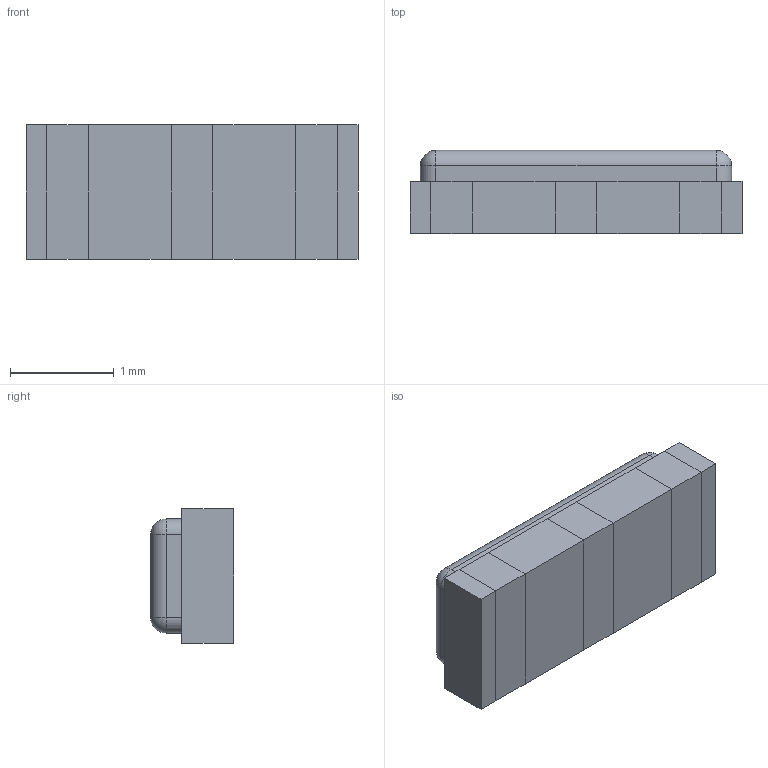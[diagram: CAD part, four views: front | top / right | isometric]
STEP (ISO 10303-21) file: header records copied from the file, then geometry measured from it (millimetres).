
FILE_DESCRIPTION (( 'STEP AP214' ), '1' );
FILE_NAME ('CSTNE12M0GH5L000R0.STEP', '2019-06-24T09:58:17', ( '' ), ( '' ), 'SwSTEP 2.0', 'SolidWorks 2017', '' );
FILE_SCHEMA (( 'AUTOMOTIVE_DESIGN' ));
Length unit declared in the file: millimetre
Products named in the file (1): CSTNE12M0GH5L000R0
Bounding box: 3.2 x 0.8 x 1.3 mm (x, y, z)
Volume: 3 mm3; surface area: 29 mm2
Topology: 8 solids, 8 shells, 60 faces, 124 edges, 76 vertices
Faces by surface type: plane 48, cylinder 8, sphere 4
Entity records: 1621 total; most frequent: DIRECTION 258, CARTESIAN_POINT 257, ORIENTED_EDGE 240, EDGE_CURVE 120, VECTOR 104, LINE 104, AXIS2_PLACEMENT_3D 77, VERTEX_POINT 76
